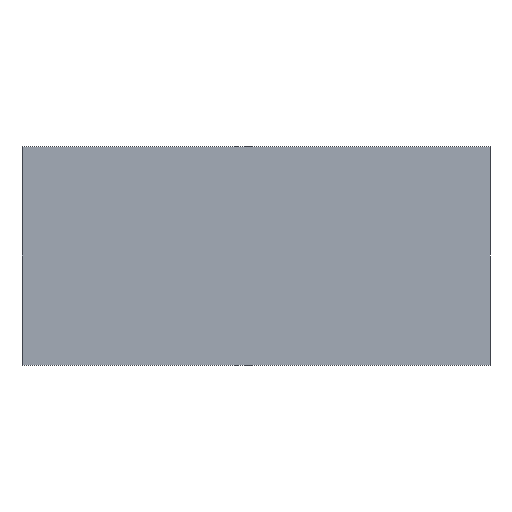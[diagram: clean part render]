
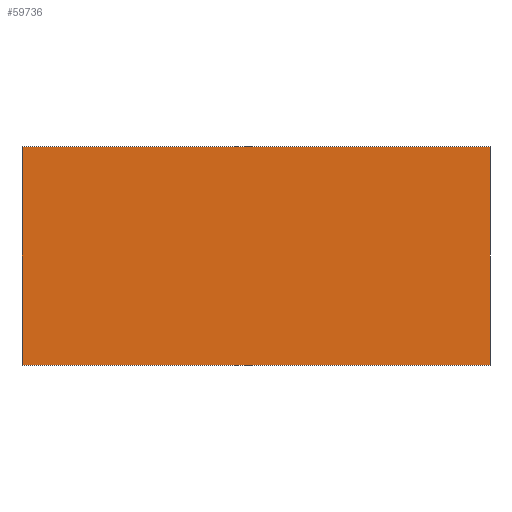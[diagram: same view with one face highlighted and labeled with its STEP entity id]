
A CAD part, front view. The second image highlights one B-rep face of the part: STEP entity #59736.
In plain terms, the highlighted free-form (B-spline) face has degree [1, 1] with [2, 2] control points.
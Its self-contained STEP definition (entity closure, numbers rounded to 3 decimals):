
#59638 = VERTEX_POINT('',#59639);
#59639 = CARTESIAN_POINT('',(175.469,-425.357,
    120.115));
#59644 = EDGE_CURVE('',#59645,#59638,#59647,.T.);
#59645 = VERTEX_POINT('',#59646);
#59646 = CARTESIAN_POINT('',(175.469,-425.357,
    -39.453));
#59647 = B_SPLINE_CURVE_WITH_KNOTS('',1,(#59648,#59649),.UNSPECIFIED.,
  .F.,.F.,(2,2),(0.,125.812),.PIECEWISE_BEZIER_KNOTS.);
#59648 = CARTESIAN_POINT('',(175.469,-425.357,
    -39.453));
#59649 = CARTESIAN_POINT('',(175.469,-425.357,
    120.115));
#59672 = EDGE_CURVE('',#59673,#59645,#59675,.T.);
#59673 = VERTEX_POINT('',#59674);
#59674 = CARTESIAN_POINT('',(-165.752,-425.357,
    -39.453));
#59675 = B_SPLINE_CURVE_WITH_KNOTS('',1,(#59676,#59677),.UNSPECIFIED.,
  .F.,.F.,(2,2),(-269.037,0.),.PIECEWISE_BEZIER_KNOTS.);
#59676 = CARTESIAN_POINT('',(-165.752,-425.357,
    -39.453));
#59677 = CARTESIAN_POINT('',(175.469,-425.357,
    -39.453));
#59700 = EDGE_CURVE('',#59701,#59673,#59703,.T.);
#59701 = VERTEX_POINT('',#59702);
#59702 = CARTESIAN_POINT('',(-165.752,-425.357,
    120.115));
#59703 = B_SPLINE_CURVE_WITH_KNOTS('',1,(#59704,#59705),.UNSPECIFIED.,
  .F.,.F.,(2,2),(-125.812,-0.),.PIECEWISE_BEZIER_KNOTS.);
#59704 = CARTESIAN_POINT('',(-165.752,-425.357,
    120.115));
#59705 = CARTESIAN_POINT('',(-165.752,-425.357,
    -39.453));
#59726 = EDGE_CURVE('',#59638,#59701,#59727,.T.);
#59727 = B_SPLINE_CURVE_WITH_KNOTS('',1,(#59728,#59729),.UNSPECIFIED.,
  .F.,.F.,(2,2),(0.,269.037),.PIECEWISE_BEZIER_KNOTS.);
#59728 = CARTESIAN_POINT('',(175.469,-425.357,
    120.115));
#59729 = CARTESIAN_POINT('',(-165.752,-425.357,
    120.115));
#59736 = ADVANCED_FACE('',(#59737),#59743,.T.);
#59737 = FACE_BOUND('',#59738,.T.);
#59738 = EDGE_LOOP('',(#59739,#59740,#59741,#59742));
#59739 = ORIENTED_EDGE('',*,*,#59644,.T.);
#59740 = ORIENTED_EDGE('',*,*,#59726,.T.);
#59741 = ORIENTED_EDGE('',*,*,#59700,.T.);
#59742 = ORIENTED_EDGE('',*,*,#59672,.T.);
#59743 = B_SPLINE_SURFACE_WITH_KNOTS('',1,1,(
    (#59744,#59745)
    ,(#59746,#59747
    )),.UNSPECIFIED.,.F.,.F.,.F.,(2,2),(2,2),(-94.705,
    31.107),(-130.688,138.349),
  .PIECEWISE_BEZIER_KNOTS.);
#59744 = CARTESIAN_POINT('',(-165.752,-425.357,
    120.115));
#59745 = CARTESIAN_POINT('',(175.469,-425.357,
    120.115));
#59746 = CARTESIAN_POINT('',(-165.752,-425.357,
    -39.453));
#59747 = CARTESIAN_POINT('',(175.469,-425.357,
    -39.453));
